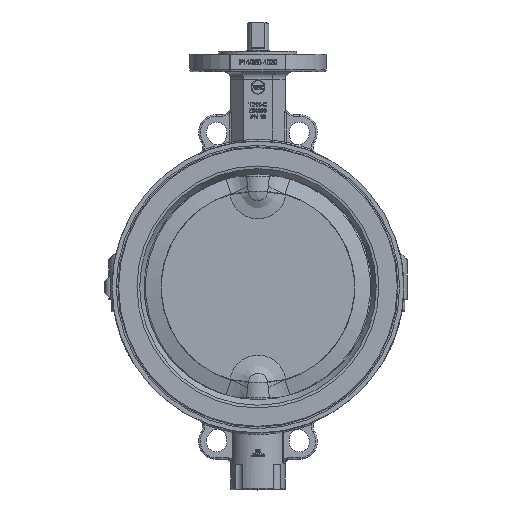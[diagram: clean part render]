
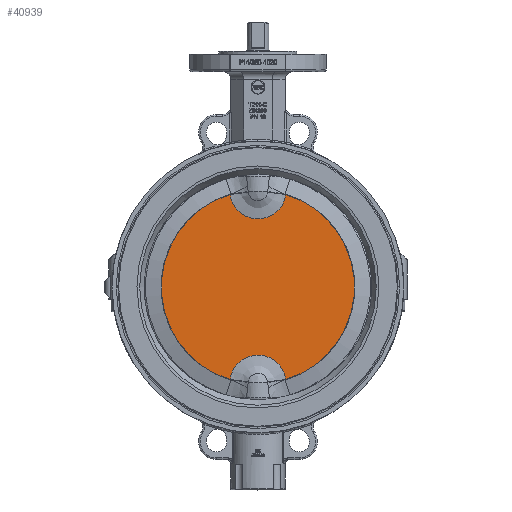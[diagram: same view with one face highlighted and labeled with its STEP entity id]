
A CAD part, top view. The second image highlights one B-rep face of the part: STEP entity #40939.
In plain terms, the highlighted planar face has unit normal (0, 0, 1).
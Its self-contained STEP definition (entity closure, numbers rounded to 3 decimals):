
#40605=CARTESIAN_POINT('',(-35.569,-116.014,10.));
#40606=VERTEX_POINT('',#40605);
#40680=CARTESIAN_POINT('',(35.569,-116.014,10.));
#40681=VERTEX_POINT('',#40680);
#40689=CARTESIAN_POINT('',(35.569,-116.014,10.));
#40690=CARTESIAN_POINT('',(35.282,-113.576,10.));
#40691=CARTESIAN_POINT('',(34.171,-108.699,10.));
#40692=CARTESIAN_POINT('',(30.,-99.704,10.));
#40693=CARTESIAN_POINT('',(21.363,-90.45,10.));
#40694=CARTESIAN_POINT('',(7.494,-84.525,10.));
#40695=CARTESIAN_POINT('',(-7.564,-84.537,10.));
#40696=CARTESIAN_POINT('',(-21.418,-90.495,10.));
#40697=CARTESIAN_POINT('',(-31.769,-101.614,10.));
#40698=CARTESIAN_POINT('',(-34.995,-111.137,10.));
#40699=CARTESIAN_POINT('',(-35.569,-116.014,10.));
#40700=B_SPLINE_CURVE_WITH_KNOTS('',3,(#40689,#40690,#40691,#40692,#40693,#40694,#40695,#40696,#40697,#40698,#40699),.UNSPECIFIED.,.F.,.U.,(4,1,1,1,1,1,1,1,4),(-10.312,-9.576,-8.839,-7.366,-5.893,-4.42,-2.946,-1.473,0.0),.UNSPECIFIED.);
#40701=EDGE_CURVE('',#40681,#40606,#40700,.T.);
#40877=CARTESIAN_POINT('',(-35.569,121.014,10.));
#40878=VERTEX_POINT('',#40877);
#40896=CARTESIAN_POINT('',(0.,2.5,10.));
#40897=DIRECTION('',(0.0,0.0,-1.0));
#40898=DIRECTION('',(-1.0,0.0,0.0));
#40899=AXIS2_PLACEMENT_3D('',#40896,#40897,#40898);
#40900=CIRCLE('',#40899,123.737);
#40901=EDGE_CURVE('',#40606,#40878,#40900,.T.);
#40906=CARTESIAN_POINT('',(-62.,2.5,10.));
#40907=DIRECTION('',(0.0,0.0,1.0));
#40908=DIRECTION('',(0.0,1.0,0.0));
#40909=AXIS2_PLACEMENT_3D('',#40906,#40907,#40908);
#40910=PLANE('',#40909);
#40911=CARTESIAN_POINT('',(35.569,121.014,10.));
#40912=VERTEX_POINT('',#40911);
#40913=CARTESIAN_POINT('',(-35.569,121.014,10.));
#40914=CARTESIAN_POINT('',(-35.282,118.576,10.));
#40915=CARTESIAN_POINT('',(-34.171,113.699,10.));
#40916=CARTESIAN_POINT('',(-30.,104.704,10.));
#40917=CARTESIAN_POINT('',(-21.363,95.451,10.));
#40918=CARTESIAN_POINT('',(-7.493,89.525,10.));
#40919=CARTESIAN_POINT('',(7.563,89.539,10.));
#40920=CARTESIAN_POINT('',(21.423,95.493,10.));
#40921=CARTESIAN_POINT('',(30.041,104.768,10.));
#40922=CARTESIAN_POINT('',(34.183,113.743,10.));
#40923=CARTESIAN_POINT('',(35.282,118.576,10.));
#40924=CARTESIAN_POINT('',(35.569,121.014,10.));
#40925=B_SPLINE_CURVE_WITH_KNOTS('',3,(#40913,#40914,#40915,#40916,#40917,#40918,#40919,#40920,#40921,#40922,#40923,#40924),.UNSPECIFIED.,.F.,.U.,(4,1,1,1,1,1,1,1,1,4),(-10.312,-9.576,-8.839,-7.366,-5.893,-4.42,-2.946,-1.473,-0.737,0.0),.UNSPECIFIED.);
#40926=EDGE_CURVE('',#40878,#40912,#40925,.T.);
#40927=ORIENTED_EDGE('',*,*,#40926,.F.);
#40928=ORIENTED_EDGE('',*,*,#40901,.F.);
#40929=ORIENTED_EDGE('',*,*,#40701,.F.);
#40930=CARTESIAN_POINT('',(0.,2.5,10.));
#40931=DIRECTION('',(0.0,0.0,-1.0));
#40932=DIRECTION('',(1.0,0.0,0.0));
#40933=AXIS2_PLACEMENT_3D('',#40930,#40931,#40932);
#40934=CIRCLE('',#40933,123.737);
#40935=EDGE_CURVE('',#40912,#40681,#40934,.T.);
#40936=ORIENTED_EDGE('',*,*,#40935,.F.);
#40937=EDGE_LOOP('',(#40927,#40928,#40929,#40936));
#40938=FACE_OUTER_BOUND('',#40937,.T.);
#40939=ADVANCED_FACE('',(#40938),#40910,.T.);
